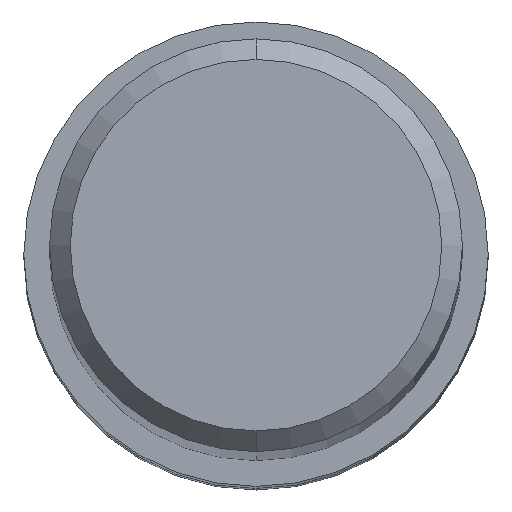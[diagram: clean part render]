
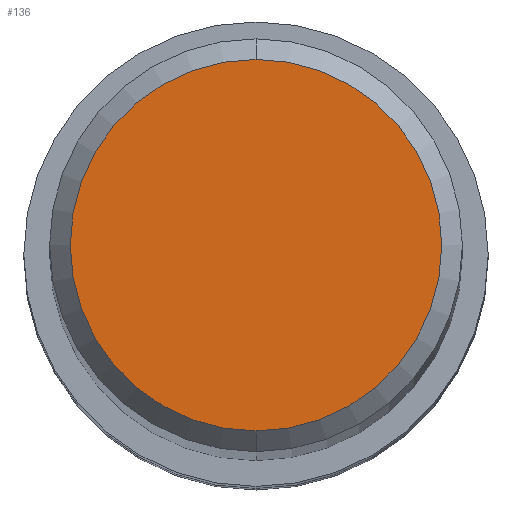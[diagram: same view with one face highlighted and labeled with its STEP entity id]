
A CAD part, top view. The second image highlights one B-rep face of the part: STEP entity #136.
In plain terms, the highlighted planar face has unit normal (0, 0, 1).
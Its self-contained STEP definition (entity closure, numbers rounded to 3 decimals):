
#98=VERTEX_POINT('',#237);
#116=EDGE_CURVE('',#182,#98,#256,.T.);
#136=ADVANCED_FACE('',(#277),#278,.T.);
#154=EDGE_CURVE('',#98,#182,#298,.T.);
#182=VERTEX_POINT('',#328);
#237=CARTESIAN_POINT('',(0.,-3.6,0.0));
#256=CIRCLE('',#405,3.6);
#277=FACE_OUTER_BOUND('',#433,.T.);
#278=PLANE('',#434);
#298=CIRCLE('',#463,3.6);
#328=CARTESIAN_POINT('',(0.0,3.6,0.0));
#405=AXIS2_PLACEMENT_3D('',#574,#575,#576);
#433=EDGE_LOOP('',(#597,#598));
#434=AXIS2_PLACEMENT_3D('',#599,#600,#601);
#463=AXIS2_PLACEMENT_3D('',#632,#633,#634);
#574=CARTESIAN_POINT('',(0.0,0.0,0.0));
#575=DIRECTION('',(0.0,0.0,-1.0));
#576=DIRECTION('',(0.0,1.0,0.0));
#597=ORIENTED_EDGE('',*,*,#116,.F.);
#598=ORIENTED_EDGE('',*,*,#154,.F.);
#599=CARTESIAN_POINT('',(0.0,1.8,0.0));
#600=DIRECTION('',(-0.0,0.0,1.0));
#601=DIRECTION('',(0.0,-1.0,0.0));
#632=CARTESIAN_POINT('',(0.0,0.0,0.0));
#633=DIRECTION('',(0.0,0.0,-1.0));
#634=DIRECTION('',(0.0,1.0,0.0));
